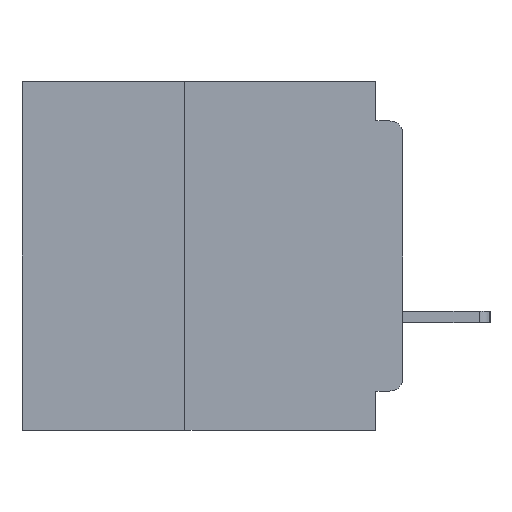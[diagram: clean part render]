
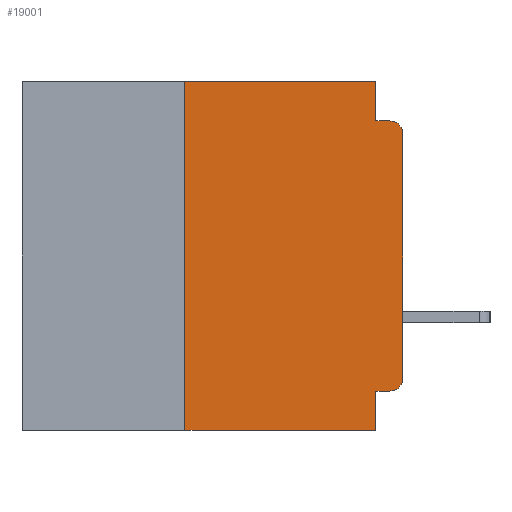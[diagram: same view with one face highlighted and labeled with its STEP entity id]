
A CAD part, left-side view. The second image highlights one B-rep face of the part: STEP entity #19001.
In plain terms, the highlighted planar face has unit normal (-1, 0, 0).
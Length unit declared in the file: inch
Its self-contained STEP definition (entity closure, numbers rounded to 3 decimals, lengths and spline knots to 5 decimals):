
#726 = LINE ( 'NONE', #15006, #19230 ) ;
#770 = VECTOR ( 'NONE', #10092, 39.37008 ) ;
#1706 = PLANE ( 'NONE',  #10803 ) ;
#3061 = DIRECTION ( 'NONE',  ( 0., -1., 0. ) ) ;
#3482 = VERTEX_POINT ( 'NONE', #35854 ) ;
#3570 = CARTESIAN_POINT ( 'NONE',  ( 0., 0.437, -0.4 ) ) ;
#3730 = EDGE_CURVE ( 'NONE', #28642, #35829, #16481, .T. ) ;
#4290 = EDGE_CURVE ( 'NONE', #35829, #6923, #31672, .T. ) ;
#4989 = ORIENTED_EDGE ( 'NONE', *, *, #19889, .F. ) ;
#5708 = LINE ( 'NONE', #25965, #23119 ) ;
#6567 = ORIENTED_EDGE ( 'NONE', *, *, #25341, .F. ) ;
#6923 = VERTEX_POINT ( 'NONE', #26492 ) ;
#7073 = ORIENTED_EDGE ( 'NONE', *, *, #4290, .F. ) ;
#7300 = DIRECTION ( 'NONE',  ( 0., 0., 1. ) ) ;
#7460 = CARTESIAN_POINT ( 'NONE',  ( 0., 0.031, 0. ) ) ;
#7467 = CARTESIAN_POINT ( 'NONE',  ( 0., 0.031, 0. ) ) ;
#7593 = ORIENTED_EDGE ( 'NONE', *, *, #40921, .T. ) ;
#7740 = AXIS2_PLACEMENT_3D ( 'NONE', #14593, #37343, #17901 ) ;
#8326 = DIRECTION ( 'NONE',  ( 0., 0., -1. ) ) ;
#8550 = ORIENTED_EDGE ( 'NONE', *, *, #11598, .T. ) ;
#9100 = CARTESIAN_POINT ( 'NONE',  ( 0., 0.015, -0.06 ) ) ;
#9403 = VECTOR ( 'NONE', #36089, 39.37008 ) ;
#9529 = LINE ( 'NONE', #32890, #770 ) ;
#10092 = DIRECTION ( 'NONE',  ( 0., 0., 1. ) ) ;
#10803 = AXIS2_PLACEMENT_3D ( 'NONE', #24629, #27889, #8326 ) ;
#11260 = DIRECTION ( 'NONE',  ( 0., 0., -1. ) ) ;
#11598 = EDGE_CURVE ( 'NONE', #24538, #34276, #41690, .T. ) ;
#12165 = ORIENTED_EDGE ( 'NONE', *, *, #17313, .F. ) ;
#12381 = DIRECTION ( 'NONE',  ( 0., 0., -1. ) ) ;
#13865 = CARTESIAN_POINT ( 'NONE',  ( 0., 0., 0. ) ) ;
#14089 = EDGE_CURVE ( 'NONE', #34276, #39925, #34731, .T. ) ;
#14241 = ORIENTED_EDGE ( 'NONE', *, *, #26810, .T. ) ;
#14528 = FACE_OUTER_BOUND ( 'NONE', #25501, .T. ) ;
#14593 = CARTESIAN_POINT ( 'NONE',  ( 0., 0.015, -0.34 ) ) ;
#15006 = CARTESIAN_POINT ( 'NONE',  ( 0., 0., -0.355 ) ) ;
#16481 = LINE ( 'NONE', #40532, #26146 ) ;
#16633 = LINE ( 'NONE', #27526, #24263 ) ;
#17313 = EDGE_CURVE ( 'NONE', #42104, #28642, #9529, .T. ) ;
#17823 = DIRECTION ( 'NONE',  ( 0., -1., 0. ) ) ;
#17834 = ORIENTED_EDGE ( 'NONE', *, *, #3730, .F. ) ;
#17901 = DIRECTION ( 'NONE',  ( 0., 0., -1. ) ) ;
#18308 = ORIENTED_EDGE ( 'NONE', *, *, #14089, .T. ) ;
#18827 = CARTESIAN_POINT ( 'NONE',  ( 0., 0.031, -0.355 ) ) ;
#19001 = ADVANCED_FACE ( 'NONE', ( #14528 ), #1706, .F. ) ;
#19156 = LINE ( 'NONE', #3570, #9403 ) ;
#19230 = VECTOR ( 'NONE', #34489, 39.37008 ) ;
#19889 = EDGE_CURVE ( 'NONE', #6923, #39925, #5708, .T. ) ;
#20411 = VERTEX_POINT ( 'NONE', #18827 ) ;
#22769 = VERTEX_POINT ( 'NONE', #29489 ) ;
#23043 = CARTESIAN_POINT ( 'NONE',  ( 0., 0.25, 0. ) ) ;
#23119 = VECTOR ( 'NONE', #3061, 39.37008 ) ;
#24263 = VECTOR ( 'NONE', #11260, 39.37008 ) ;
#24538 = VERTEX_POINT ( 'NONE', #40242 ) ;
#24629 = CARTESIAN_POINT ( 'NONE',  ( 0., 0.437, 0. ) ) ;
#25341 = EDGE_CURVE ( 'NONE', #3482, #20411, #726, .T. ) ;
#25501 = EDGE_LOOP ( 'NONE', ( #8550, #18308, #4989, #7073, #17834, #12165, #14241, #31550, #6567, #7593 ) ) ;
#25965 = CARTESIAN_POINT ( 'NONE',  ( 0., 0., -0.045 ) ) ;
#26146 = VECTOR ( 'NONE', #17823, 39.37008 ) ;
#26182 = CIRCLE ( 'NONE', #7740, 0.015 ) ;
#26492 = CARTESIAN_POINT ( 'NONE',  ( 0., 0.031, -0.045 ) ) ;
#26810 = EDGE_CURVE ( 'NONE', #42104, #22769, #19156, .T. ) ;
#27027 = DIRECTION ( 'NONE',  ( 0., 0., -1. ) ) ;
#27526 = CARTESIAN_POINT ( 'NONE',  ( 0., 0.031, -0.4 ) ) ;
#27889 = DIRECTION ( 'NONE',  ( 1., 0., 0. ) ) ;
#28642 = VERTEX_POINT ( 'NONE', #23043 ) ;
#29489 = CARTESIAN_POINT ( 'NONE',  ( 0., 0.031, -0.4 ) ) ;
#29682 = VECTOR ( 'NONE', #27027, 39.37008 ) ;
#31550 = ORIENTED_EDGE ( 'NONE', *, *, #39670, .F. ) ;
#31672 = LINE ( 'NONE', #7467, #29682 ) ;
#31909 = DIRECTION ( 'NONE',  ( -1., 0., 0. ) ) ;
#32890 = CARTESIAN_POINT ( 'NONE',  ( 0., 0.25, -0.4 ) ) ;
#33126 = VECTOR ( 'NONE', #7300, 39.37008 ) ;
#33356 = CARTESIAN_POINT ( 'NONE',  ( 0., 0.25, -0.4 ) ) ;
#33948 = CARTESIAN_POINT ( 'NONE',  ( 0., 0., -0.06 ) ) ;
#34276 = VERTEX_POINT ( 'NONE', #33948 ) ;
#34489 = DIRECTION ( 'NONE',  ( 0., 1., 0. ) ) ;
#34731 = CIRCLE ( 'NONE', #42215, 0.015 ) ;
#35829 = VERTEX_POINT ( 'NONE', #7460 ) ;
#35854 = CARTESIAN_POINT ( 'NONE',  ( 0., 0.015, -0.355 ) ) ;
#36089 = DIRECTION ( 'NONE',  ( 0., -1., 0. ) ) ;
#37343 = DIRECTION ( 'NONE',  ( -1., 0., 0. ) ) ;
#39670 = EDGE_CURVE ( 'NONE', #20411, #22769, #16633, .T. ) ;
#39925 = VERTEX_POINT ( 'NONE', #41786 ) ;
#40242 = CARTESIAN_POINT ( 'NONE',  ( 0., 0., -0.34 ) ) ;
#40532 = CARTESIAN_POINT ( 'NONE',  ( 0., 0.437, 0. ) ) ;
#40921 = EDGE_CURVE ( 'NONE', #3482, #24538, #26182, .T. ) ;
#41690 = LINE ( 'NONE', #13865, #33126 ) ;
#41786 = CARTESIAN_POINT ( 'NONE',  ( 0., 0.015, -0.045 ) ) ;
#42104 = VERTEX_POINT ( 'NONE', #33356 ) ;
#42215 = AXIS2_PLACEMENT_3D ( 'NONE', #9100, #31909, #12381 ) ;
